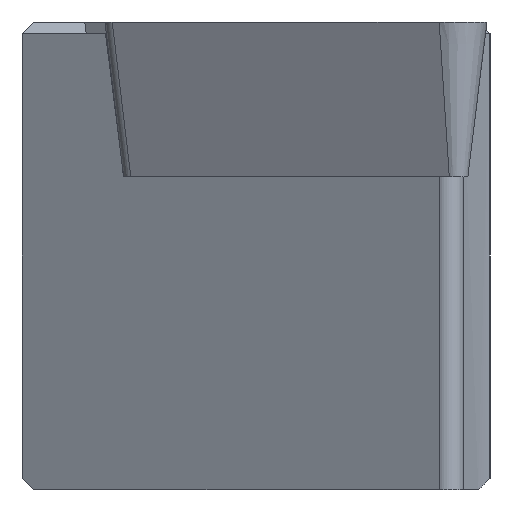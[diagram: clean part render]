
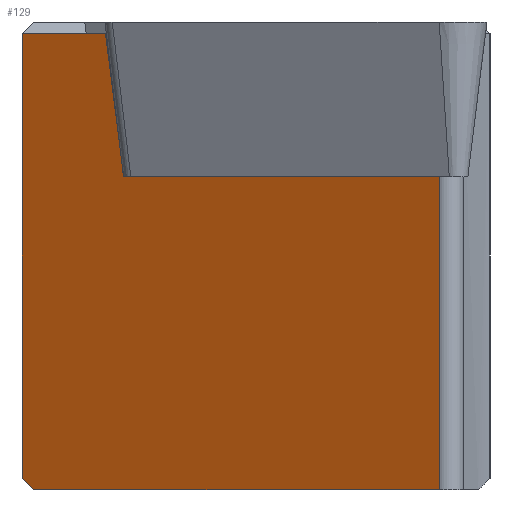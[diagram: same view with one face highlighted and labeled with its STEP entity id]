
A CAD part, left-side view. The second image highlights one B-rep face of the part: STEP entity #129.
In plain terms, the highlighted planar face has unit normal (-0.848, 0.53, 0).
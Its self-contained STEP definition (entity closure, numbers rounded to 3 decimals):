
#129=ADVANCED_FACE('',(#195),#164,.F.);
#164=PLANE('',#707);
#195=FACE_OUTER_BOUND('',#231,.T.);
#231=EDGE_LOOP('',(#289,#290,#291,#292,#293,#294,#295));
#289=ORIENTED_EDGE('',*,*,#498,.F.);
#290=ORIENTED_EDGE('',*,*,#489,.F.);
#291=ORIENTED_EDGE('',*,*,#499,.F.);
#292=ORIENTED_EDGE('',*,*,#500,.F.);
#293=ORIENTED_EDGE('',*,*,#501,.F.);
#294=ORIENTED_EDGE('',*,*,#496,.F.);
#295=ORIENTED_EDGE('',*,*,#502,.F.);
#434=VERTEX_POINT('',#920);
#440=VERTEX_POINT('',#931);
#445=VERTEX_POINT('',#945);
#446=VERTEX_POINT('',#947);
#447=VERTEX_POINT('',#951);
#448=VERTEX_POINT('',#953);
#449=VERTEX_POINT('',#955);
#489=EDGE_CURVE('',#440,#434,#569,.T.);
#496=EDGE_CURVE('',#445,#446,#575,.T.);
#498=EDGE_CURVE('',#434,#447,#576,.T.);
#499=EDGE_CURVE('',#448,#440,#577,.T.);
#500=EDGE_CURVE('',#449,#448,#578,.T.);
#501=EDGE_CURVE('',#446,#449,#579,.T.);
#502=EDGE_CURVE('',#447,#445,#580,.T.);
#569=LINE('',#932,#637);
#575=LINE('',#946,#643);
#576=LINE('',#950,#644);
#577=LINE('',#952,#645);
#578=LINE('',#954,#646);
#579=LINE('',#956,#647);
#580=LINE('',#957,#648);
#637=VECTOR('',#759,1.);
#643=VECTOR('',#771,1.);
#644=VECTOR('',#776,1.);
#645=VECTOR('',#777,1.);
#646=VECTOR('',#778,1.);
#647=VECTOR('',#779,1.);
#648=VECTOR('',#780,1.);
#707=AXIS2_PLACEMENT_3D('',#958,#781,#782);
#759=DIRECTION('',(-0.53,-0.848,0.));
#771=DIRECTION('',(0.,0.,-1.));
#776=DIRECTION('',(-0.079,-0.126,-0.989));
#777=DIRECTION('',(0.,0.,1.));
#778=DIRECTION('',(0.404,0.647,0.647));
#779=DIRECTION('',(0.53,0.848,0.));
#780=DIRECTION('',(-0.53,-0.848,0.));
#781=DIRECTION('',(0.848,-0.53,0.));
#782=DIRECTION('',(0.53,0.848,0.));
#920=CARTESIAN_POINT('',(6.854,-2.14,-0.3));
#931=CARTESIAN_POINT('',(8.191,0.,-0.3));
#932=CARTESIAN_POINT('',(1.503,-10.703,-0.3));
#945=CARTESIAN_POINT('',(1.503,-10.703,-3.97));
#946=CARTESIAN_POINT('',(1.503,-10.703,-30.));
#947=CARTESIAN_POINT('',(1.503,-10.703,-12.));
#950=CARTESIAN_POINT('',(4.429,-6.02,-30.828));
#951=CARTESIAN_POINT('',(6.563,-2.606,-3.97));
#952=CARTESIAN_POINT('',(8.191,0.,-30.));
#953=CARTESIAN_POINT('',(8.191,0.,-11.7));
#954=CARTESIAN_POINT('',(-0.483,-13.881,-25.581));
#955=CARTESIAN_POINT('',(8.004,-0.3,-12.));
#956=CARTESIAN_POINT('',(1.503,-10.703,-12.));
#957=CARTESIAN_POINT('',(1.503,-10.703,-3.97));
#958=CARTESIAN_POINT('',(1.503,-10.703,-30.));
